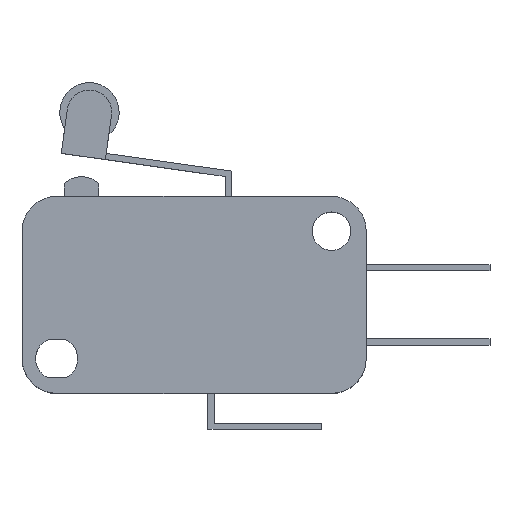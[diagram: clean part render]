
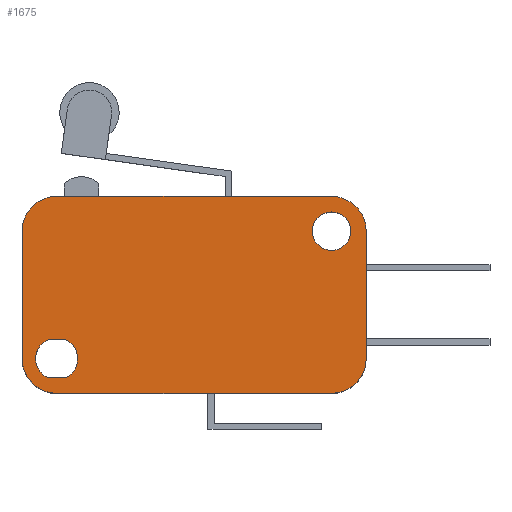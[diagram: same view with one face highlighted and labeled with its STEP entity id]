
A CAD part, top view. The second image highlights one B-rep face of the part: STEP entity #1675.
In plain terms, the highlighted planar face has unit normal (0, 0, 1).
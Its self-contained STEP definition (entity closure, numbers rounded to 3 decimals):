
#80 = LINE ( 'NONE', #81, #82 ) ;
#81 = CARTESIAN_POINT ( 'NONE',  ( -22.898, -8.75, 5.15 ) ) ;
#82 = VECTOR ( 'NONE', #83, 1000. ) ;
#83 = DIRECTION ( 'NONE',  ( -1., 0., 0. ) ) ;
#84 = CARTESIAN_POINT ( 'NONE',  ( -21.502, -11.85, 5.15 ) ) ;
#102 = CARTESIAN_POINT ( 'NONE',  ( -25., -10.3, 5.15 ) ) ;
#128 = ORIENTED_EDGE ( 'NONE', *, *, #1784, .F. ) ;
#129 = EDGE_LOOP ( 'NONE', ( #1475, #1599, #1847, #1851, #1508, #1688, #2086, #2001 ) ) ;
#132 = EDGE_CURVE ( 'NONE', #2132, #1683, #1858, .T. ) ;
#142 = CIRCLE ( 'NONE', #143, 1.7 ) ;
#143 = AXIS2_PLACEMENT_3D ( 'NONE', #144, #145, #146 ) ;
#144 = CARTESIAN_POINT ( 'NONE',  ( -22.2, -10.3, 5.15 ) ) ;
#145 = DIRECTION ( 'NONE',  ( 0., 0., 1. ) ) ;
#146 = DIRECTION ( 'NONE',  ( 1., 0., 0. ) ) ;
#156 = VERTEX_POINT ( 'NONE', #1875 ) ;
#179 = CARTESIAN_POINT ( 'NONE',  ( 2.8, -10.3, 5.15 ) ) ;
#205 = LINE ( 'NONE', #206, #207 ) ;
#206 = CARTESIAN_POINT ( 'NONE',  ( -25., 2.8, 5.15 ) ) ;
#207 = VECTOR ( 'NONE', #208, 1000. ) ;
#208 = DIRECTION ( 'NONE',  ( 0., -1., 0. ) ) ;
#275 = CARTESIAN_POINT ( 'NONE',  ( 0., 2.8, 5.15 ) ) ;
#297 = CIRCLE ( 'NONE', #298, 1.55 ) ;
#298 = AXIS2_PLACEMENT_3D ( 'NONE', #299, #300, #301 ) ;
#299 = CARTESIAN_POINT ( 'NONE',  ( 0., 0., 5.15 ) ) ;
#300 = DIRECTION ( 'NONE',  ( 0., 0., 1. ) ) ;
#301 = DIRECTION ( 'NONE',  ( 1., 0., 0. ) ) ;
#307 = CARTESIAN_POINT ( 'NONE',  ( -22.2, -13.1, 5.15 ) ) ;
#312 = CARTESIAN_POINT ( 'NONE',  ( -22.898, -11.85, 5.15 ) ) ;
#424 = CIRCLE ( 'NONE', #425, 1.55 ) ;
#425 = AXIS2_PLACEMENT_3D ( 'NONE', #426, #428, #429 ) ;
#426 = CARTESIAN_POINT ( 'NONE',  ( 0., 0., 5.15 ) ) ;
#428 = DIRECTION ( 'NONE',  ( 0., 0., 1. ) ) ;
#429 = DIRECTION ( 'NONE',  ( 1., 0., 0. ) ) ;
#455 = CARTESIAN_POINT ( 'NONE',  ( -21.502, -8.75, 5.15 ) ) ;
#474 = CIRCLE ( 'NONE', #475, 2.8 ) ;
#475 = AXIS2_PLACEMENT_3D ( 'NONE', #476, #477, #479 ) ;
#476 = CARTESIAN_POINT ( 'NONE',  ( -22.2, 0., 5.15 ) ) ;
#477 = DIRECTION ( 'NONE',  ( 0., 0., 1. ) ) ;
#479 = DIRECTION ( 'NONE',  ( 1., 0., 0. ) ) ;
#498 = FACE_BOUND ( 'NONE', #1613, .T. ) ;
#499 = FACE_BOUND ( 'NONE', #1702, .T. ) ;
#500 = FACE_OUTER_BOUND ( 'NONE', #129, .T. ) ;
#501 = PLANE ( 'NONE',  #502 ) ;
#502 = AXIS2_PLACEMENT_3D ( 'NONE', #503, #504, #505 ) ;
#503 = CARTESIAN_POINT ( 'NONE',  ( -25., 2.8, 5.15 ) ) ;
#504 = DIRECTION ( 'NONE',  ( 0., 0., 1. ) ) ;
#505 = DIRECTION ( 'NONE',  ( 1., 0., 0. ) ) ;
#507 = CARTESIAN_POINT ( 'NONE',  ( 0., -13.1, 5.15 ) ) ;
#543 = CARTESIAN_POINT ( 'NONE',  ( 2.8, 0., 5.15 ) ) ;
#548 = LINE ( 'NONE', #549, #550 ) ;
#549 = CARTESIAN_POINT ( 'NONE',  ( -22.898, -11.85, 5.15 ) ) ;
#550 = VECTOR ( 'NONE', #551, 1000. ) ;
#551 = DIRECTION ( 'NONE',  ( 1., 0., 0. ) ) ;
#552 = CIRCLE ( 'NONE', #553, 2.8 ) ;
#553 = AXIS2_PLACEMENT_3D ( 'NONE', #554, #555, #556 ) ;
#554 = CARTESIAN_POINT ( 'NONE',  ( 0., 0., 5.15 ) ) ;
#555 = DIRECTION ( 'NONE',  ( 0., 0., 1. ) ) ;
#556 = DIRECTION ( 'NONE',  ( 1., 0., 0. ) ) ;
#570 = CARTESIAN_POINT ( 'NONE',  ( -1.55, 0., 5.15 ) ) ;
#654 = EDGE_CURVE ( 'NONE', #156, #1983, #205, .T. ) ;
#731 = CIRCLE ( 'NONE', #732, 2.8 ) ;
#732 = AXIS2_PLACEMENT_3D ( 'NONE', #733, #734, #735 ) ;
#733 = CARTESIAN_POINT ( 'NONE',  ( 0., -10.3, 5.15 ) ) ;
#734 = DIRECTION ( 'NONE',  ( 0., 0., 1. ) ) ;
#735 = DIRECTION ( 'NONE',  ( 1., 0., 0. ) ) ;
#789 = VERTEX_POINT ( 'NONE', #275 ) ;
#816 = CARTESIAN_POINT ( 'NONE',  ( -22.2, 2.8, 5.15 ) ) ;
#869 = CIRCLE ( 'NONE', #870, 1.7 ) ;
#870 = AXIS2_PLACEMENT_3D ( 'NONE', #871, #872, #874 ) ;
#871 = CARTESIAN_POINT ( 'NONE',  ( -22.2, -10.3, 5.15 ) ) ;
#872 = DIRECTION ( 'NONE',  ( 0., 0., 1. ) ) ;
#874 = DIRECTION ( 'NONE',  ( 1., 0., 0. ) ) ;
#883 = CARTESIAN_POINT ( 'NONE',  ( -20.5, -10.3, 5.15 ) ) ;
#902 = CIRCLE ( 'NONE', #903, 1.7 ) ;
#903 = AXIS2_PLACEMENT_3D ( 'NONE', #904, #905, #909 ) ;
#904 = CARTESIAN_POINT ( 'NONE',  ( -22.2, -10.3, 5.15 ) ) ;
#905 = DIRECTION ( 'NONE',  ( 0., 0., 1. ) ) ;
#909 = DIRECTION ( 'NONE',  ( 1., 0., 0. ) ) ;
#982 = LINE ( 'NONE', #983, #984 ) ;
#983 = CARTESIAN_POINT ( 'NONE',  ( -25., 2.8, 5.15 ) ) ;
#984 = VECTOR ( 'NONE', #985, 1000. ) ;
#985 = DIRECTION ( 'NONE',  ( -1., 0., 0. ) ) ;
#1085 = CARTESIAN_POINT ( 'NONE',  ( 1.55, 0., 5.15 ) ) ;
#1105 = LINE ( 'NONE', #1109, #1110 ) ;
#1109 = CARTESIAN_POINT ( 'NONE',  ( -25., -13.1, 5.15 ) ) ;
#1110 = VECTOR ( 'NONE', #1111, 1000. ) ;
#1111 = DIRECTION ( 'NONE',  ( 1., 0., 0. ) ) ;
#1113 = CARTESIAN_POINT ( 'NONE',  ( -22.898, -8.75, 5.15 ) ) ;
#1297 = VERTEX_POINT ( 'NONE', #507 ) ;
#1475 = ORIENTED_EDGE ( 'NONE', *, *, #1811, .T. ) ;
#1507 = ORIENTED_EDGE ( 'NONE', *, *, #1979, .F. ) ;
#1508 = ORIENTED_EDGE ( 'NONE', *, *, #1560, .T. ) ;
#1513 = VERTEX_POINT ( 'NONE', #883 ) ;
#1542 = ORIENTED_EDGE ( 'NONE', *, *, #2127, .F. ) ;
#1551 = VERTEX_POINT ( 'NONE', #1085 ) ;
#1560 = EDGE_CURVE ( 'NONE', #1617, #1297, #1105, .T. ) ;
#1599 = ORIENTED_EDGE ( 'NONE', *, *, #1667, .T. ) ;
#1613 = EDGE_LOOP ( 'NONE', ( #128, #1507, #1542, #1705, #1792 ) ) ;
#1617 = VERTEX_POINT ( 'NONE', #307 ) ;
#1619 = VERTEX_POINT ( 'NONE', #312 ) ;
#1650 = EDGE_CURVE ( 'NONE', #1692, #1551, #424, .T. ) ;
#1667 = EDGE_CURVE ( 'NONE', #2058, #156, #474, .T. ) ;
#1675 = ADVANCED_FACE ( 'NONE', ( #498, #499, #500 ), #501, .T. ) ;
#1683 = VERTEX_POINT ( 'NONE', #543 ) ;
#1685 = EDGE_CURVE ( 'NONE', #1619, #1982, #548, .T. ) ;
#1687 = EDGE_CURVE ( 'NONE', #1683, #789, #552, .T. ) ;
#1688 = ORIENTED_EDGE ( 'NONE', *, *, #1734, .T. ) ;
#1692 = VERTEX_POINT ( 'NONE', #570 ) ;
#1696 = ORIENTED_EDGE ( 'NONE', *, *, #1650, .F. ) ;
#1702 = EDGE_LOOP ( 'NONE', ( #2047, #1696 ) ) ;
#1705 = ORIENTED_EDGE ( 'NONE', *, *, #1790, .F. ) ;
#1734 = EDGE_CURVE ( 'NONE', #1297, #2132, #731, .T. ) ;
#1784 = EDGE_CURVE ( 'NONE', #2096, #1619, #869, .T. ) ;
#1790 = EDGE_CURVE ( 'NONE', #1982, #1513, #902, .T. ) ;
#1792 = ORIENTED_EDGE ( 'NONE', *, *, #1685, .F. ) ;
#1811 = EDGE_CURVE ( 'NONE', #789, #2058, #982, .T. ) ;
#1831 = CIRCLE ( 'NONE', #1832, 2.8 ) ;
#1832 = AXIS2_PLACEMENT_3D ( 'NONE', #1833, #1834, #1835 ) ;
#1833 = CARTESIAN_POINT ( 'NONE',  ( -22.2, -10.3, 5.15 ) ) ;
#1834 = DIRECTION ( 'NONE',  ( 0., 0., 1. ) ) ;
#1835 = DIRECTION ( 'NONE',  ( 1., 0., 0. ) ) ;
#1847 = ORIENTED_EDGE ( 'NONE', *, *, #654, .T. ) ;
#1851 = ORIENTED_EDGE ( 'NONE', *, *, #1948, .T. ) ;
#1858 = LINE ( 'NONE', #1859, #1860 ) ;
#1859 = CARTESIAN_POINT ( 'NONE',  ( 2.8, 2.8, 5.15 ) ) ;
#1860 = VECTOR ( 'NONE', #1861, 1000. ) ;
#1861 = DIRECTION ( 'NONE',  ( 0., 1., 0. ) ) ;
#1875 = CARTESIAN_POINT ( 'NONE',  ( -25., 0., 5.15 ) ) ;
#1948 = EDGE_CURVE ( 'NONE', #1983, #1617, #1831, .T. ) ;
#1979 = EDGE_CURVE ( 'NONE', #2025, #2096, #80, .T. ) ;
#1982 = VERTEX_POINT ( 'NONE', #84 ) ;
#1983 = VERTEX_POINT ( 'NONE', #102 ) ;
#2001 = ORIENTED_EDGE ( 'NONE', *, *, #1687, .T. ) ;
#2003 = EDGE_CURVE ( 'NONE', #1551, #1692, #297, .T. ) ;
#2025 = VERTEX_POINT ( 'NONE', #455 ) ;
#2047 = ORIENTED_EDGE ( 'NONE', *, *, #2003, .F. ) ;
#2058 = VERTEX_POINT ( 'NONE', #816 ) ;
#2086 = ORIENTED_EDGE ( 'NONE', *, *, #132, .T. ) ;
#2096 = VERTEX_POINT ( 'NONE', #1113 ) ;
#2127 = EDGE_CURVE ( 'NONE', #1513, #2025, #142, .T. ) ;
#2132 = VERTEX_POINT ( 'NONE', #179 ) ;
